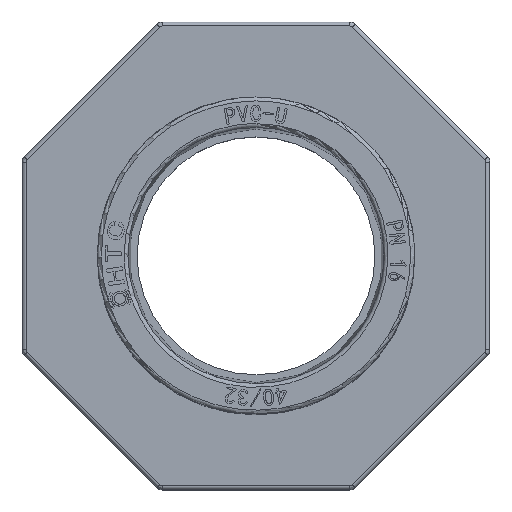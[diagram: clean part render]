
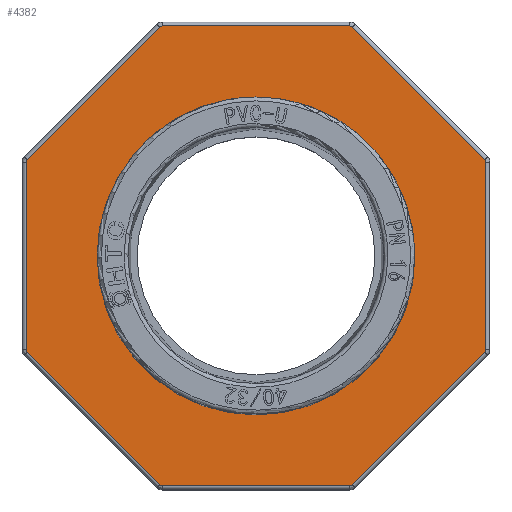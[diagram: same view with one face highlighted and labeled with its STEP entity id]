
A CAD part, top view. The second image highlights one B-rep face of the part: STEP entity #4382.
In plain terms, the highlighted planar face has unit normal (0, 0, 1).
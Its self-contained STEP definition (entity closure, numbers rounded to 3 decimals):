
#880=CIRCLE('',#14564,0.5);
#881=CIRCLE('',#14565,0.5);
#882=CIRCLE('',#14566,0.5);
#883=CIRCLE('',#14567,0.5);
#884=CIRCLE('',#14568,0.5);
#885=CIRCLE('',#14569,0.5);
#886=CIRCLE('',#14570,0.5);
#887=CIRCLE('',#14571,0.5);
#888=CIRCLE('',#14572,20.049);
#954=PLANE('',#14573);
#2141=LINE('',#22060,#3498);
#2142=LINE('',#22065,#3499);
#2143=LINE('',#22069,#3500);
#2144=LINE('',#22073,#3501);
#2145=LINE('',#22077,#3502);
#2146=LINE('',#22081,#3503);
#2147=LINE('',#22085,#3504);
#2148=LINE('',#22089,#3505);
#3498=VECTOR('',#15970,1.);
#3499=VECTOR('',#15973,1.);
#3500=VECTOR('',#15976,1.);
#3501=VECTOR('',#15979,1.);
#3502=VECTOR('',#15982,1.);
#3503=VECTOR('',#15985,1.);
#3504=VECTOR('',#15988,1.);
#3505=VECTOR('',#15991,1.);
#4382=ADVANCED_FACE('',(#5158,#5159),#954,.T.);
#5158=FACE_BOUND('',#5244,.T.);
#5159=FACE_BOUND('',#5245,.T.);
#5244=EDGE_LOOP('',(#6591,#6592,#6593,#6594,#6595,#6596,#6597,#6598,#6599,
#6600,#6601,#6602,#6603,#6604,#6605,#6606));
#5245=EDGE_LOOP('',(#6607));
#6591=ORIENTED_EDGE('',*,*,#12248,.T.);
#6592=ORIENTED_EDGE('',*,*,#12249,.T.);
#6593=ORIENTED_EDGE('',*,*,#12250,.T.);
#6594=ORIENTED_EDGE('',*,*,#12251,.T.);
#6595=ORIENTED_EDGE('',*,*,#12252,.T.);
#6596=ORIENTED_EDGE('',*,*,#12253,.T.);
#6597=ORIENTED_EDGE('',*,*,#12254,.T.);
#6598=ORIENTED_EDGE('',*,*,#12255,.T.);
#6599=ORIENTED_EDGE('',*,*,#12256,.T.);
#6600=ORIENTED_EDGE('',*,*,#12257,.T.);
#6601=ORIENTED_EDGE('',*,*,#12258,.T.);
#6602=ORIENTED_EDGE('',*,*,#12259,.T.);
#6603=ORIENTED_EDGE('',*,*,#12260,.T.);
#6604=ORIENTED_EDGE('',*,*,#12261,.T.);
#6605=ORIENTED_EDGE('',*,*,#12262,.T.);
#6606=ORIENTED_EDGE('',*,*,#12263,.T.);
#6607=ORIENTED_EDGE('',*,*,#12264,.F.);
#10813=VERTEX_POINT('',#22061);
#10814=VERTEX_POINT('',#22062);
#10815=VERTEX_POINT('',#22064);
#10816=VERTEX_POINT('',#22066);
#10817=VERTEX_POINT('',#22068);
#10818=VERTEX_POINT('',#22070);
#10819=VERTEX_POINT('',#22072);
#10820=VERTEX_POINT('',#22074);
#10821=VERTEX_POINT('',#22076);
#10822=VERTEX_POINT('',#22078);
#10823=VERTEX_POINT('',#22080);
#10824=VERTEX_POINT('',#22082);
#10825=VERTEX_POINT('',#22084);
#10826=VERTEX_POINT('',#22086);
#10827=VERTEX_POINT('',#22088);
#10828=VERTEX_POINT('',#22090);
#10829=VERTEX_POINT('',#22093);
#12248=EDGE_CURVE('',#10813,#10814,#2141,.T.);
#12249=EDGE_CURVE('',#10814,#10815,#880,.T.);
#12250=EDGE_CURVE('',#10815,#10816,#2142,.T.);
#12251=EDGE_CURVE('',#10816,#10817,#881,.T.);
#12252=EDGE_CURVE('',#10817,#10818,#2143,.T.);
#12253=EDGE_CURVE('',#10818,#10819,#882,.T.);
#12254=EDGE_CURVE('',#10819,#10820,#2144,.T.);
#12255=EDGE_CURVE('',#10820,#10821,#883,.T.);
#12256=EDGE_CURVE('',#10821,#10822,#2145,.T.);
#12257=EDGE_CURVE('',#10822,#10823,#884,.T.);
#12258=EDGE_CURVE('',#10823,#10824,#2146,.T.);
#12259=EDGE_CURVE('',#10824,#10825,#885,.T.);
#12260=EDGE_CURVE('',#10825,#10826,#2147,.T.);
#12261=EDGE_CURVE('',#10826,#10827,#886,.T.);
#12262=EDGE_CURVE('',#10827,#10828,#2148,.T.);
#12263=EDGE_CURVE('',#10828,#10813,#887,.T.);
#12264=EDGE_CURVE('',#10829,#10829,#888,.T.);
#14564=AXIS2_PLACEMENT_3D('',#22063,#15971,#15972);
#14565=AXIS2_PLACEMENT_3D('',#22067,#15974,#15975);
#14566=AXIS2_PLACEMENT_3D('',#22071,#15977,#15978);
#14567=AXIS2_PLACEMENT_3D('',#22075,#15980,#15981);
#14568=AXIS2_PLACEMENT_3D('',#22079,#15983,#15984);
#14569=AXIS2_PLACEMENT_3D('',#22083,#15986,#15987);
#14570=AXIS2_PLACEMENT_3D('',#22087,#15989,#15990);
#14571=AXIS2_PLACEMENT_3D('',#22091,#15992,#15993);
#14572=AXIS2_PLACEMENT_3D('',#22092,#15994,#15995);
#14573=AXIS2_PLACEMENT_3D('',#22094,#15996,#15997);
#15970=DIRECTION('',(0.707,-0.707,0.));
#15971=DIRECTION('',(0.,0.,1.));
#15972=DIRECTION('',(0.,1.,0.));
#15973=DIRECTION('',(1.,0.,0.));
#15974=DIRECTION('',(0.,0.,1.));
#15975=DIRECTION('',(0.,1.,0.));
#15976=DIRECTION('',(0.707,0.707,0.));
#15977=DIRECTION('',(0.,0.,1.));
#15978=DIRECTION('',(0.,1.,0.));
#15979=DIRECTION('',(0.,1.,0.));
#15980=DIRECTION('',(0.,0.,1.));
#15981=DIRECTION('',(0.,1.,0.));
#15982=DIRECTION('',(-0.707,0.707,0.));
#15983=DIRECTION('',(0.,0.,1.));
#15984=DIRECTION('',(0.,1.,0.));
#15985=DIRECTION('',(-1.,0.,0.));
#15986=DIRECTION('',(0.,0.,1.));
#15987=DIRECTION('',(0.,1.,0.));
#15988=DIRECTION('',(-0.707,-0.707,0.));
#15989=DIRECTION('',(0.,0.,1.));
#15990=DIRECTION('',(0.,1.,0.));
#15991=DIRECTION('',(0.,-1.,0.));
#15992=DIRECTION('',(0.,0.,1.));
#15993=DIRECTION('',(0.,1.,0.));
#15994=DIRECTION('',(0.,0.,1.));
#15995=DIRECTION('',(1.,0.,0.));
#15996=DIRECTION('',(0.,0.,1.));
#15997=DIRECTION('',(0.,1.,0.));
#22060=CARTESIAN_POINT('',(441.744,129.744,19.004));
#22061=CARTESIAN_POINT('',(160.146,411.341,19.004));
#22062=CARTESIAN_POINT('',(176.841,394.646,19.004));
#22063=CARTESIAN_POINT('',(177.195,395.,19.004));
#22064=CARTESIAN_POINT('',(177.195,394.5,19.004));
#22065=CARTESIAN_POINT('',(338.5,394.5,19.004));
#22066=CARTESIAN_POINT('',(200.805,394.5,19.004));
#22067=CARTESIAN_POINT('',(200.805,395.,19.004));
#22068=CARTESIAN_POINT('',(201.159,394.646,19.004));
#22069=CARTESIAN_POINT('',(85.756,279.244,19.004));
#22070=CARTESIAN_POINT('',(217.854,411.341,19.004));
#22071=CARTESIAN_POINT('',(217.5,411.695,19.004));
#22072=CARTESIAN_POINT('',(218.,411.695,19.004));
#22073=CARTESIAN_POINT('',(218.,26.5,19.004));
#22074=CARTESIAN_POINT('',(218.,435.305,19.004));
#22075=CARTESIAN_POINT('',(217.5,435.305,19.004));
#22076=CARTESIAN_POINT('',(217.854,435.659,19.004));
#22077=CARTESIAN_POINT('',(482.756,170.756,19.004));
#22078=CARTESIAN_POINT('',(201.159,452.354,19.004));
#22079=CARTESIAN_POINT('',(200.805,452.,19.004));
#22080=CARTESIAN_POINT('',(200.805,452.5,19.004));
#22081=CARTESIAN_POINT('',(338.5,452.5,19.004));
#22082=CARTESIAN_POINT('',(177.195,452.5,19.004));
#22083=CARTESIAN_POINT('',(177.195,452.,19.004));
#22084=CARTESIAN_POINT('',(176.841,452.354,19.004));
#22085=CARTESIAN_POINT('',(44.744,320.256,19.004));
#22086=CARTESIAN_POINT('',(160.146,435.659,19.004));
#22087=CARTESIAN_POINT('',(160.5,435.305,19.004));
#22088=CARTESIAN_POINT('',(160.,435.305,19.004));
#22089=CARTESIAN_POINT('',(160.,26.5,19.004));
#22090=CARTESIAN_POINT('',(160.,411.695,19.004));
#22091=CARTESIAN_POINT('',(160.5,411.695,19.004));
#22092=CARTESIAN_POINT('',(189.,423.5,19.004));
#22093=CARTESIAN_POINT('',(209.049,423.5,19.004));
#22094=CARTESIAN_POINT('',(338.5,26.5,19.004));
